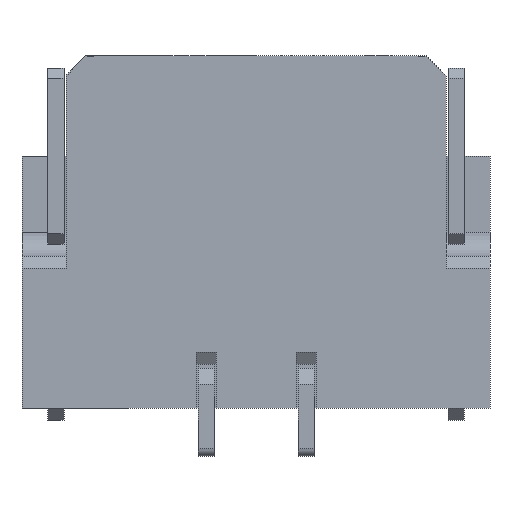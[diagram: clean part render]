
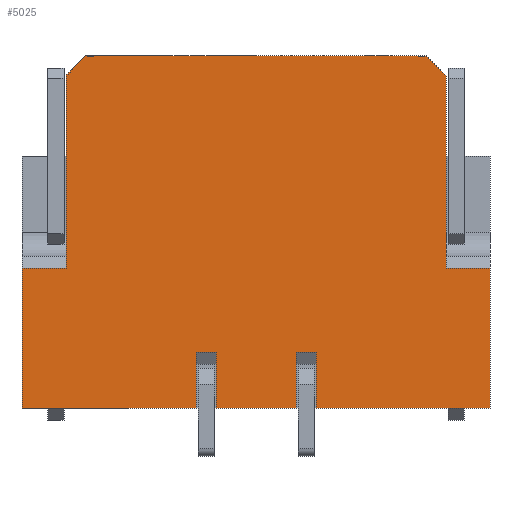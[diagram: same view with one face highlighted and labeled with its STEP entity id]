
A CAD part, front view. The second image highlights one B-rep face of the part: STEP entity #5025.
In plain terms, the highlighted planar face has unit normal (0, -1, 0).
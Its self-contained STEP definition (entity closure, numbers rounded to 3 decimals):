
#103=FACE_OUTER_BOUND('',#361,.T.);
#361=EDGE_LOOP('',(#3314,#3315,#3316,#3317,#3318,#3319,#3320,#3321,#3322,
#3323,#3324,#3325,#3326,#3327,#3328,#3329,#3330,#3331));
#616=LINE('',#6949,#1316);
#636=LINE('',#6989,#1336);
#640=LINE('',#6997,#1340);
#646=LINE('',#7008,#1346);
#655=LINE('',#7029,#1355);
#656=LINE('',#7030,#1356);
#657=LINE('',#7032,#1357);
#658=LINE('',#7034,#1358);
#659=LINE('',#7035,#1359);
#660=LINE('',#7037,#1360);
#661=LINE('',#7039,#1361);
#662=LINE('',#7041,#1362);
#663=LINE('',#7043,#1363);
#664=LINE('',#7045,#1364);
#665=LINE('',#7047,#1365);
#666=LINE('',#7049,#1366);
#667=LINE('',#7051,#1367);
#668=LINE('',#7052,#1368);
#1316=VECTOR('',#5614,2.175);
#1336=VECTOR('',#5634,2.175);
#1340=VECTOR('',#5638,1.);
#1346=VECTOR('',#5646,0.7);
#1355=VECTOR('',#5661,0.25);
#1356=VECTOR('',#5662,0.7);
#1357=VECTOR('',#5663,0.7);
#1358=VECTOR('',#5664,0.25);
#1359=VECTOR('',#5665,0.7);
#1360=VECTOR('',#5666,1.75);
#1361=VECTOR('',#5667,0.55);
#1362=VECTOR('',#5668,2.4);
#1363=VECTOR('',#5669,0.354);
#1364=VECTOR('',#5670,4.25);
#1365=VECTOR('',#5671,0.354);
#1366=VECTOR('',#5672,2.4);
#1367=VECTOR('',#5673,0.55);
#1368=VECTOR('',#5674,1.75);
#2015=VERTEX_POINT('',#6945);
#2017=VERTEX_POINT('',#6948);
#2036=VERTEX_POINT('',#6986);
#2037=VERTEX_POINT('',#6988);
#2040=VERTEX_POINT('',#6994);
#2041=VERTEX_POINT('',#6996);
#2045=VERTEX_POINT('',#7006);
#2054=VERTEX_POINT('',#7028);
#2055=VERTEX_POINT('',#7031);
#2056=VERTEX_POINT('',#7033);
#2057=VERTEX_POINT('',#7036);
#2058=VERTEX_POINT('',#7038);
#2059=VERTEX_POINT('',#7040);
#2060=VERTEX_POINT('',#7042);
#2061=VERTEX_POINT('',#7044);
#2062=VERTEX_POINT('',#7046);
#2063=VERTEX_POINT('',#7048);
#2064=VERTEX_POINT('',#7050);
#2516=EDGE_CURVE('',#2017,#2015,#616,.T.);
#2536=EDGE_CURVE('',#2037,#2036,#636,.T.);
#2540=EDGE_CURVE('',#2041,#2040,#640,.T.);
#2546=EDGE_CURVE('',#2015,#2045,#646,.T.);
#2555=EDGE_CURVE('',#2045,#2054,#655,.T.);
#2556=EDGE_CURVE('',#2041,#2054,#656,.T.);
#2557=EDGE_CURVE('',#2040,#2055,#657,.T.);
#2558=EDGE_CURVE('',#2055,#2056,#658,.T.);
#2559=EDGE_CURVE('',#2037,#2056,#659,.T.);
#2560=EDGE_CURVE('',#2036,#2057,#660,.T.);
#2561=EDGE_CURVE('',#2057,#2058,#661,.T.);
#2562=EDGE_CURVE('',#2059,#2058,#662,.T.);
#2563=EDGE_CURVE('',#2059,#2060,#663,.T.);
#2564=EDGE_CURVE('',#2061,#2060,#664,.T.);
#2565=EDGE_CURVE('',#2061,#2062,#665,.T.);
#2566=EDGE_CURVE('',#2062,#2063,#666,.T.);
#2567=EDGE_CURVE('',#2064,#2063,#667,.T.);
#2568=EDGE_CURVE('',#2017,#2064,#668,.T.);
#3314=ORIENTED_EDGE('',*,*,#2546,.T.);
#3315=ORIENTED_EDGE('',*,*,#2555,.T.);
#3316=ORIENTED_EDGE('',*,*,#2556,.F.);
#3317=ORIENTED_EDGE('',*,*,#2540,.T.);
#3318=ORIENTED_EDGE('',*,*,#2557,.T.);
#3319=ORIENTED_EDGE('',*,*,#2558,.T.);
#3320=ORIENTED_EDGE('',*,*,#2559,.F.);
#3321=ORIENTED_EDGE('',*,*,#2536,.T.);
#3322=ORIENTED_EDGE('',*,*,#2560,.T.);
#3323=ORIENTED_EDGE('',*,*,#2561,.T.);
#3324=ORIENTED_EDGE('',*,*,#2562,.F.);
#3325=ORIENTED_EDGE('',*,*,#2563,.T.);
#3326=ORIENTED_EDGE('',*,*,#2564,.F.);
#3327=ORIENTED_EDGE('',*,*,#2565,.T.);
#3328=ORIENTED_EDGE('',*,*,#2566,.T.);
#3329=ORIENTED_EDGE('',*,*,#2567,.F.);
#3330=ORIENTED_EDGE('',*,*,#2568,.F.);
#3331=ORIENTED_EDGE('',*,*,#2516,.T.);
#4793=PLANE('',#5297);
#5025=ADVANCED_FACE('',(#103),#4793,.T.);
#5297=AXIS2_PLACEMENT_3D('',#7027,#5659,#5660);
#5614=DIRECTION('',(1.,0.,0.));
#5634=DIRECTION('',(1.,0.,0.));
#5638=DIRECTION('',(1.,0.,0.));
#5646=DIRECTION('',(0.,0.,1.));
#5659=DIRECTION('center_axis',(0.,-1.,0.));
#5660=DIRECTION('ref_axis',(1.,0.,0.));
#5661=DIRECTION('',(1.,0.,0.));
#5662=DIRECTION('',(0.,0.,1.));
#5663=DIRECTION('',(0.,0.,1.));
#5664=DIRECTION('',(1.,0.,0.));
#5665=DIRECTION('',(0.,0.,1.));
#5666=DIRECTION('',(0.,0.,1.));
#5667=DIRECTION('',(-1.,0.,0.));
#5668=DIRECTION('',(0.,0.,-1.));
#5669=DIRECTION('',(-0.707,0.,0.707));
#5670=DIRECTION('',(1.,0.,0.));
#5671=DIRECTION('',(-0.707,0.,-0.707));
#5672=DIRECTION('',(0.,0.,-1.));
#5673=DIRECTION('',(1.,0.,0.));
#5674=DIRECTION('',(0.,0.,1.));
#6945=CARTESIAN_POINT('',(-0.75,-2.725,-2.2));
#6948=CARTESIAN_POINT('',(-2.925,-2.725,-2.2));
#6949=CARTESIAN_POINT('',(-2.925,-2.725,-2.2));
#6986=CARTESIAN_POINT('',(2.925,-2.725,-2.2));
#6988=CARTESIAN_POINT('',(0.75,-2.725,-2.2));
#6989=CARTESIAN_POINT('',(0.75,-2.725,-2.2));
#6994=CARTESIAN_POINT('',(0.5,-2.725,-2.2));
#6996=CARTESIAN_POINT('',(-0.5,-2.725,-2.2));
#6997=CARTESIAN_POINT('',(-0.5,-2.725,-2.2));
#7006=CARTESIAN_POINT('',(-0.75,-2.725,-1.5));
#7008=CARTESIAN_POINT('',(-0.75,-2.725,-2.2));
#7027=CARTESIAN_POINT('Origin',(-2.925,-2.725,-2.2));
#7028=CARTESIAN_POINT('',(-0.5,-2.725,-1.5));
#7029=CARTESIAN_POINT('',(-0.75,-2.725,-1.5));
#7030=CARTESIAN_POINT('',(-0.5,-2.725,-2.2));
#7031=CARTESIAN_POINT('',(0.5,-2.725,-1.5));
#7032=CARTESIAN_POINT('',(0.5,-2.725,-2.2));
#7033=CARTESIAN_POINT('',(0.75,-2.725,-1.5));
#7034=CARTESIAN_POINT('',(0.5,-2.725,-1.5));
#7035=CARTESIAN_POINT('',(0.75,-2.725,-2.2));
#7036=CARTESIAN_POINT('',(2.925,-2.725,-0.45));
#7037=CARTESIAN_POINT('',(2.925,-2.725,-2.2));
#7038=CARTESIAN_POINT('',(2.375,-2.725,-0.45));
#7039=CARTESIAN_POINT('',(2.925,-2.725,-0.45));
#7040=CARTESIAN_POINT('',(2.375,-2.725,1.95));
#7041=CARTESIAN_POINT('',(2.375,-2.725,1.95));
#7042=CARTESIAN_POINT('',(2.125,-2.725,2.2));
#7043=CARTESIAN_POINT('',(2.375,-2.725,1.95));
#7044=CARTESIAN_POINT('',(-2.125,-2.725,2.2));
#7045=CARTESIAN_POINT('',(-2.125,-2.725,2.2));
#7046=CARTESIAN_POINT('',(-2.375,-2.725,1.95));
#7047=CARTESIAN_POINT('',(-2.125,-2.725,2.2));
#7048=CARTESIAN_POINT('',(-2.375,-2.725,-0.45));
#7049=CARTESIAN_POINT('',(-2.375,-2.725,1.95));
#7050=CARTESIAN_POINT('',(-2.925,-2.725,-0.45));
#7051=CARTESIAN_POINT('',(-2.925,-2.725,-0.45));
#7052=CARTESIAN_POINT('',(-2.925,-2.725,-2.2));
